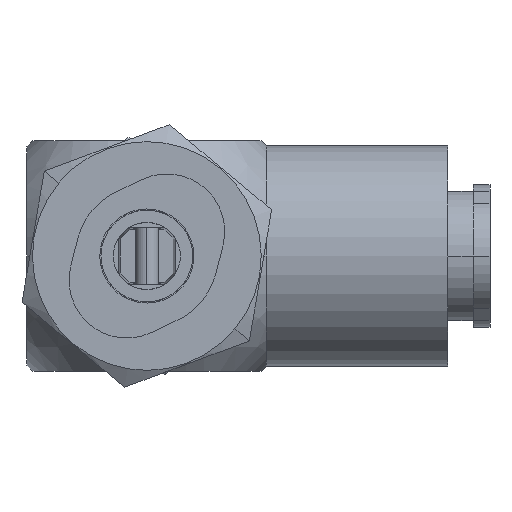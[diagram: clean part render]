
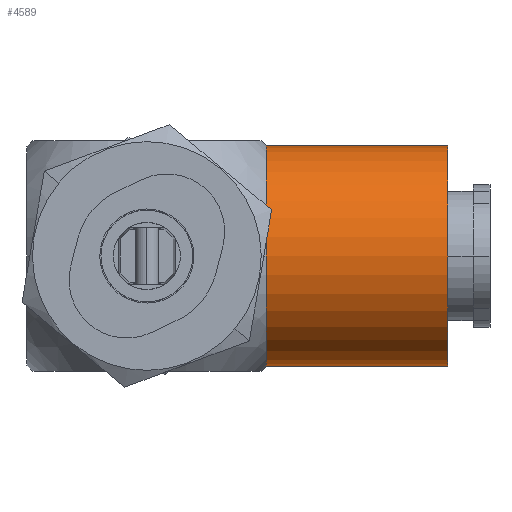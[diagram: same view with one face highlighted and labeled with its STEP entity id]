
A CAD part, left-side view. The second image highlights one B-rep face of the part: STEP entity #4589.
In plain terms, the highlighted cylindrical face has radius 7.582 mm (diameter 15.164 mm), a partial arc.
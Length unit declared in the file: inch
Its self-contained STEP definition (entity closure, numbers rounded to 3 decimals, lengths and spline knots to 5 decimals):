
#525 = EDGE_CURVE ( 'NONE', #13244, #15795, #15660, .T. ) ;
#769 = CIRCLE ( 'NONE', #15095, 0.2985 ) ;
#1000 = AXIS2_PLACEMENT_3D ( 'NONE', #6179, #10399, #7261 ) ;
#1948 = VERTEX_POINT ( 'NONE', #11541 ) ;
#2263 = EDGE_CURVE ( 'NONE', #15795, #1948, #4695, .T. ) ;
#2438 = EDGE_CURVE ( 'NONE', #13244, #6758, #11062, .T. ) ;
#2837 = DIRECTION ( 'NONE',  ( 0., 0., -1. ) ) ;
#3767 = CARTESIAN_POINT ( 'NONE',  ( -0.6875, -0.582, 0.209 ) ) ;
#4055 = ORIENTED_EDGE ( 'NONE', *, *, #525, .F. ) ;
#4062 = ORIENTED_EDGE ( 'NONE', *, *, #11207, .T. ) ;
#4274 = CYLINDRICAL_SURFACE ( 'NONE', #4381, 0.2985 ) ;
#4381 = AXIS2_PLACEMENT_3D ( 'NONE', #6806, #16752, #11474 ) ;
#4499 = CARTESIAN_POINT ( 'NONE',  ( -0.6875, -0.09, 0.5075 ) ) ;
#4589 = ADVANCED_FACE ( 'NONE', ( #6965 ), #4274, .T. ) ;
#4663 = CARTESIAN_POINT ( 'NONE',  ( -0.6875, -0.582, -0.0895 ) ) ;
#4695 = CIRCLE ( 'NONE', #15539, 0.2985 ) ;
#5964 = DIRECTION ( 'NONE',  ( 0., -1., 0. ) ) ;
#6031 = CARTESIAN_POINT ( 'NONE',  ( -0.6875, -0.582, 0.5075 ) ) ;
#6179 = CARTESIAN_POINT ( 'NONE',  ( -0.6875, -0.09, 0.209 ) ) ;
#6758 = VERTEX_POINT ( 'NONE', #17885 ) ;
#6806 = CARTESIAN_POINT ( 'NONE',  ( -0.6875, -0.582, 0.209 ) ) ;
#6842 = DIRECTION ( 'NONE',  ( 0., -1., 0. ) ) ;
#6965 = FACE_OUTER_BOUND ( 'NONE', #10512, .T. ) ;
#7026 = CARTESIAN_POINT ( 'NONE',  ( -0.6875, -0.09, 0.209 ) ) ;
#7261 = DIRECTION ( 'NONE',  ( 0., 0., -1. ) ) ;
#7410 = EDGE_CURVE ( 'NONE', #10498, #1948, #11983, .T. ) ;
#7770 = VECTOR ( 'NONE', #5964, 39.37008 ) ;
#8751 = CARTESIAN_POINT ( 'NONE',  ( -0.6875, -0.09, -0.0895 ) ) ;
#10399 = DIRECTION ( 'NONE',  ( 0., -1., 0. ) ) ;
#10498 = VERTEX_POINT ( 'NONE', #8751 ) ;
#10512 = EDGE_LOOP ( 'NONE', ( #4055, #11962, #4062, #16625, #14182 ) ) ;
#11062 = CIRCLE ( 'NONE', #1000, 0.2985 ) ;
#11207 = EDGE_CURVE ( 'NONE', #6758, #10498, #769, .T. ) ;
#11474 = DIRECTION ( 'NONE',  ( 0., 0., -1. ) ) ;
#11519 = DIRECTION ( 'NONE',  ( 0., -1., 0. ) ) ;
#11541 = CARTESIAN_POINT ( 'NONE',  ( -0.6875, -0.582, -0.0895 ) ) ;
#11846 = CARTESIAN_POINT ( 'NONE',  ( -0.6875, -0.582, 0.5075 ) ) ;
#11962 = ORIENTED_EDGE ( 'NONE', *, *, #2438, .T. ) ;
#11983 = LINE ( 'NONE', #4663, #7770 ) ;
#13244 = VERTEX_POINT ( 'NONE', #4499 ) ;
#13678 = VECTOR ( 'NONE', #16062, 39.37008 ) ;
#14182 = ORIENTED_EDGE ( 'NONE', *, *, #2263, .F. ) ;
#15095 = AXIS2_PLACEMENT_3D ( 'NONE', #7026, #11519, #2837 ) ;
#15539 = AXIS2_PLACEMENT_3D ( 'NONE', #3767, #6842, #16602 ) ;
#15660 = LINE ( 'NONE', #6031, #13678 ) ;
#15795 = VERTEX_POINT ( 'NONE', #11846 ) ;
#16062 = DIRECTION ( 'NONE',  ( 0., -1., 0. ) ) ;
#16602 = DIRECTION ( 'NONE',  ( 0., 0., -1. ) ) ;
#16625 = ORIENTED_EDGE ( 'NONE', *, *, #7410, .T. ) ;
#16752 = DIRECTION ( 'NONE',  ( 0., -1., 0. ) ) ;
#17885 = CARTESIAN_POINT ( 'NONE',  ( -0.986, -0.09, 0.209 ) ) ;
